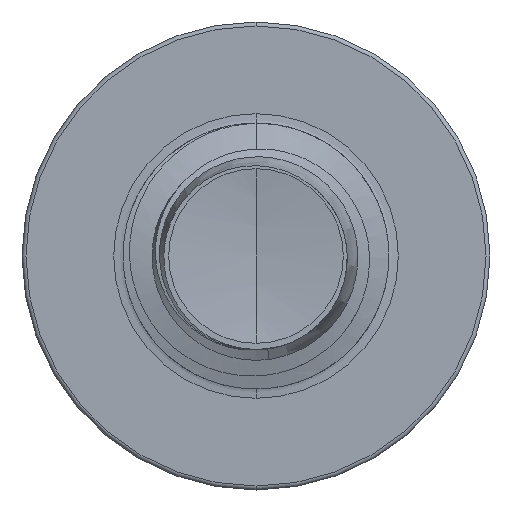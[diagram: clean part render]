
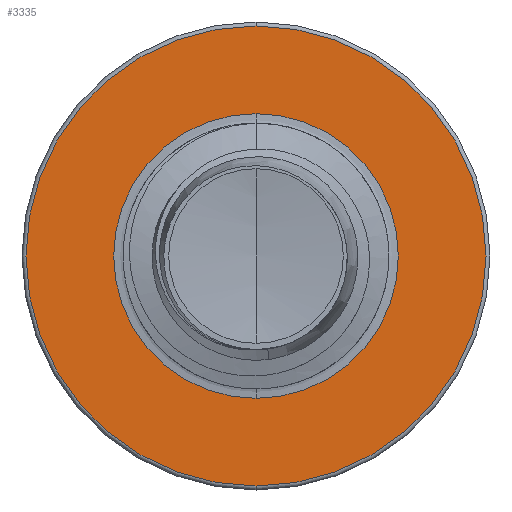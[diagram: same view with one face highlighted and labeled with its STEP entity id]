
A CAD part, front view. The second image highlights one B-rep face of the part: STEP entity #3335.
In plain terms, the highlighted planar face has unit normal (0, -1, 0).
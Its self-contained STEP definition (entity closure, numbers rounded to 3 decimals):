
#282 = VERTEX_POINT ( 'NONE', #3931 ) ;
#459 = DIRECTION ( 'NONE',  ( 0., 0., 1. ) ) ;
#1632 = CARTESIAN_POINT ( 'NONE',  ( 0., 8.5, 0. ) ) ;
#2225 = ORIENTED_EDGE ( 'NONE', *, *, #16364, .T. ) ;
#2576 = CIRCLE ( 'NONE', #7644, 4.325 ) ;
#2642 = AXIS2_PLACEMENT_3D ( 'NONE', #17756, #9399, #459 ) ;
#3235 = DIRECTION ( 'NONE',  ( 0., 0., 1. ) ) ;
#3292 = AXIS2_PLACEMENT_3D ( 'NONE', #15816, #7429, #17174 ) ;
#3335 = ADVANCED_FACE ( 'NONE', ( #14886, #7424 ), #12983, .F. ) ;
#3593 = CARTESIAN_POINT ( 'NONE',  ( 0., 8.5, -4.325 ) ) ;
#3931 = CARTESIAN_POINT ( 'NONE',  ( 0., 8.5, 4.325 ) ) ;
#4381 = VERTEX_POINT ( 'NONE', #3593 ) ;
#4540 = CARTESIAN_POINT ( 'NONE',  ( 0., 8.5, 0. ) ) ;
#4551 = DIRECTION ( 'NONE',  ( 0., 1., 0. ) ) ;
#5169 = EDGE_CURVE ( 'NONE', #4381, #282, #17446, .T. ) ;
#5320 = EDGE_LOOP ( 'NONE', ( #11370, #18673 ) ) ;
#5978 = DIRECTION ( 'NONE',  ( 0., 0., 1. ) ) ;
#6549 = ORIENTED_EDGE ( 'NONE', *, *, #15463, .T. ) ;
#6640 = AXIS2_PLACEMENT_3D ( 'NONE', #10165, #4551, #14432 ) ;
#7424 = FACE_BOUND ( 'NONE', #13252, .T. ) ;
#7429 = DIRECTION ( 'NONE',  ( 0., 1., 0. ) ) ;
#7644 = AXIS2_PLACEMENT_3D ( 'NONE', #1632, #11730, #3235 ) ;
#7859 = AXIS2_PLACEMENT_3D ( 'NONE', #4540, #14417, #5978 ) ;
#7895 = CARTESIAN_POINT ( 'NONE',  ( 0., 8.5, -2.677 ) ) ;
#9346 = EDGE_CURVE ( 'NONE', #282, #4381, #2576, .T. ) ;
#9399 = DIRECTION ( 'NONE',  ( 0., 1., 0. ) ) ;
#10165 = CARTESIAN_POINT ( 'NONE',  ( 0., 8.5, -2.677 ) ) ;
#11370 = ORIENTED_EDGE ( 'NONE', *, *, #9346, .F. ) ;
#11730 = DIRECTION ( 'NONE',  ( 0., 1., 0. ) ) ;
#12983 = PLANE ( 'NONE',  #6640 ) ;
#13252 = EDGE_LOOP ( 'NONE', ( #2225, #6549 ) ) ;
#14251 = VERTEX_POINT ( 'NONE', #7895 ) ;
#14417 = DIRECTION ( 'NONE',  ( 0., 1., 0. ) ) ;
#14432 = DIRECTION ( 'NONE',  ( 0., 0., 1. ) ) ;
#14708 = CARTESIAN_POINT ( 'NONE',  ( 0., 8.5, 2.677 ) ) ;
#14886 = FACE_OUTER_BOUND ( 'NONE', #5320, .T. ) ;
#15463 = EDGE_CURVE ( 'NONE', #14251, #16754, #16962, .T. ) ;
#15816 = CARTESIAN_POINT ( 'NONE',  ( 0., 8.5, 0. ) ) ;
#16364 = EDGE_CURVE ( 'NONE', #16754, #14251, #17061, .T. ) ;
#16754 = VERTEX_POINT ( 'NONE', #14708 ) ;
#16962 = CIRCLE ( 'NONE', #2642, 2.677 ) ;
#17061 = CIRCLE ( 'NONE', #3292, 2.677 ) ;
#17174 = DIRECTION ( 'NONE',  ( 0., 0., 1. ) ) ;
#17446 = CIRCLE ( 'NONE', #7859, 4.325 ) ;
#17756 = CARTESIAN_POINT ( 'NONE',  ( 0., 8.5, 0. ) ) ;
#18673 = ORIENTED_EDGE ( 'NONE', *, *, #5169, .F. ) ;
